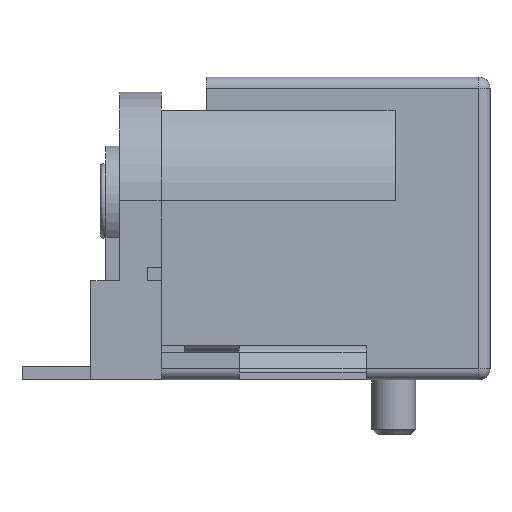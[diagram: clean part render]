
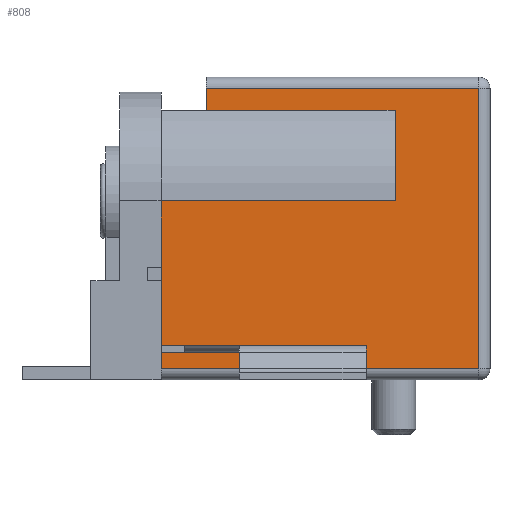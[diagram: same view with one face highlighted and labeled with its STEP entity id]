
A CAD part, left-side view. The second image highlights one B-rep face of the part: STEP entity #808.
In plain terms, the highlighted planar face has unit normal (-1, 0, 0).
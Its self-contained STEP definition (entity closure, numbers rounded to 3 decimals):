
#808 = ADVANCED_FACE( '', ( #1571 ), #1572, .T. );
#1571 = FACE_OUTER_BOUND( '', #2333, .T. );
#1572 = PLANE( '', #2334 );
#2333 = EDGE_LOOP( '', ( #4328, #4329, #4330, #4331, #4332, #4333, #4334, #4335, #4336, #4337, #4338, #4339 ) );
#2334 = AXIS2_PLACEMENT_3D( '', #4340, #4341, #4342 );
#4328 = ORIENTED_EDGE( '', *, *, #4997, .F. );
#4329 = ORIENTED_EDGE( '', *, *, #5165, .T. );
#4330 = ORIENTED_EDGE( '', *, *, #5086, .T. );
#4331 = ORIENTED_EDGE( '', *, *, #4986, .T. );
#4332 = ORIENTED_EDGE( '', *, *, #5033, .T. );
#4333 = ORIENTED_EDGE( '', *, *, #4804, .F. );
#4334 = ORIENTED_EDGE( '', *, *, #5076, .T. );
#4335 = ORIENTED_EDGE( '', *, *, #4944, .T. );
#4336 = ORIENTED_EDGE( '', *, *, #4500, .F. );
#4337 = ORIENTED_EDGE( '', *, *, #5159, .F. );
#4338 = ORIENTED_EDGE( '', *, *, #4720, .F. );
#4339 = ORIENTED_EDGE( '', *, *, #5098, .T. );
#4340 = CARTESIAN_POINT( '', ( -4.5, -5.975, -5.5 ) );
#4341 = DIRECTION( '', ( -1., 0., 0. ) );
#4342 = DIRECTION( '', ( 0., 0., 1. ) );
#4500 = EDGE_CURVE( '', #5381, #5383, #5384, .T. );
#4720 = EDGE_CURVE( '', #5745, #5747, #5748, .T. );
#4804 = EDGE_CURVE( '', #5870, #5865, #5872, .T. );
#4944 = EDGE_CURVE( '', #6069, #5383, #6070, .T. );
#4986 = EDGE_CURVE( '', #6130, #6128, #6131, .T. );
#4997 = EDGE_CURVE( '', #6143, #6145, #6146, .T. );
#5033 = EDGE_CURVE( '', #6128, #5865, #6194, .T. );
#5076 = EDGE_CURVE( '', #5870, #6069, #6243, .T. );
#5086 = EDGE_CURVE( '', #5338, #6130, #6253, .T. );
#5098 = EDGE_CURVE( '', #5745, #6145, #6266, .T. );
#5159 = EDGE_CURVE( '', #5747, #5381, #6332, .T. );
#5165 = EDGE_CURVE( '', #6143, #5338, #6338, .F. );
#5338 = VERTEX_POINT( '', #6569 );
#5381 = VERTEX_POINT( '', #6630 );
#5383 = VERTEX_POINT( '', #6633 );
#5384 = LINE( '', #6634, #6635 );
#5745 = VERTEX_POINT( '', #7131 );
#5747 = VERTEX_POINT( '', #7134 );
#5748 = LINE( '', #7135, #7136 );
#5865 = VERTEX_POINT( '', #7305 );
#5870 = VERTEX_POINT( '', #7312 );
#5872 = LINE( '', #7315, #7316 );
#6069 = VERTEX_POINT( '', #7594 );
#6070 = LINE( '', #7595, #7596 );
#6128 = VERTEX_POINT( '', #7675 );
#6130 = VERTEX_POINT( '', #7677 );
#6131 = LINE( '', #7678, #7679 );
#6143 = VERTEX_POINT( '', #7693 );
#6145 = VERTEX_POINT( '', #7695 );
#6146 = LINE( '', #7696, #7697 );
#6194 = LINE( '', #7764, #7765 );
#6243 = LINE( '', #7831, #7832 );
#6253 = LINE( '', #7845, #7846 );
#6266 = LINE( '', #7865, #7866 );
#6332 = LINE( '', #7955, #7956 );
#6338 = LINE( '', #7962, #7963 );
#6569 = CARTESIAN_POINT( '', ( -4.5, -5.575, -5.1 ) );
#6630 = CARTESIAN_POINT( '', ( -4.5, 5.975, -4.25 ) );
#6633 = CARTESIAN_POINT( '', ( -4.5, 5.975, 1. ) );
#6634 = CARTESIAN_POINT( '', ( -4.5, 5.975, -5.5 ) );
#6635 = VECTOR( '', #8104, 1000. );
#7131 = CARTESIAN_POINT( '', ( -4.5, -1.475, -4.5 ) );
#7134 = CARTESIAN_POINT( '', ( -4.5, -1.475, -4.25 ) );
#7135 = CARTESIAN_POINT( '', ( -4.5, -1.475, -4.5 ) );
#7136 = VECTOR( '', #8358, 1000. );
#7305 = CARTESIAN_POINT( '', ( -4.5, 4.325, 4.3 ) );
#7312 = CARTESIAN_POINT( '', ( -4.5, -2.525, 4.3 ) );
#7315 = CARTESIAN_POINT( '', ( -4.5, -2.525, 4.3 ) );
#7316 = VECTOR( '', #8438, 1000. );
#7594 = CARTESIAN_POINT( '', ( -4.5, -2.525, 1. ) );
#7595 = CARTESIAN_POINT( '', ( -4.5, -2.525, 1. ) );
#7596 = VECTOR( '', #8586, 1000. );
#7675 = CARTESIAN_POINT( '', ( -4.5, 4.325, 5.1 ) );
#7677 = CARTESIAN_POINT( '', ( -4.5, -5.575, 5.1 ) );
#7678 = CARTESIAN_POINT( '', ( -4.5, -5.975, 5.1 ) );
#7679 = VECTOR( '', #8638, 1000. );
#7693 = CARTESIAN_POINT( '', ( -4.5, 5.975, -5.1 ) );
#7695 = CARTESIAN_POINT( '', ( -4.5, 5.975, -4.5 ) );
#7696 = CARTESIAN_POINT( '', ( -4.5, 5.975, -5.5 ) );
#7697 = VECTOR( '', #8653, 1000. );
#7764 = CARTESIAN_POINT( '', ( -4.5, 4.325, 5.5 ) );
#7765 = VECTOR( '', #8694, 1000. );
#7831 = CARTESIAN_POINT( '', ( -4.5, -2.525, 4.3 ) );
#7832 = VECTOR( '', #8724, 1000. );
#7845 = CARTESIAN_POINT( '', ( -4.5, -5.575, 5.5 ) );
#7846 = VECTOR( '', #8731, 1000. );
#7865 = CARTESIAN_POINT( '', ( -4.5, -1.475, -4.5 ) );
#7866 = VECTOR( '', #8738, 1000. );
#7955 = CARTESIAN_POINT( '', ( -4.5, -1.475, -4.25 ) );
#7956 = VECTOR( '', #8771, 1000. );
#7962 = CARTESIAN_POINT( '', ( -4.5, -5.975, -5.1 ) );
#7963 = VECTOR( '', #8772, 1000. );
#8104 = DIRECTION( '', ( 0., 0., 1. ) );
#8358 = DIRECTION( '', ( 0., 0., 1. ) );
#8438 = DIRECTION( '', ( 0., 1., 0. ) );
#8586 = DIRECTION( '', ( 0., 1., 0. ) );
#8638 = DIRECTION( '', ( 0., 1., 0. ) );
#8653 = DIRECTION( '', ( 0., 0., 1. ) );
#8694 = DIRECTION( '', ( 0., 0., -1. ) );
#8724 = DIRECTION( '', ( 0., 0., -1. ) );
#8731 = DIRECTION( '', ( 0., 0., 1. ) );
#8738 = DIRECTION( '', ( 0., 1., 0. ) );
#8771 = DIRECTION( '', ( 0., 1., 0. ) );
#8772 = DIRECTION( '', ( 0., 1., 0. ) );
